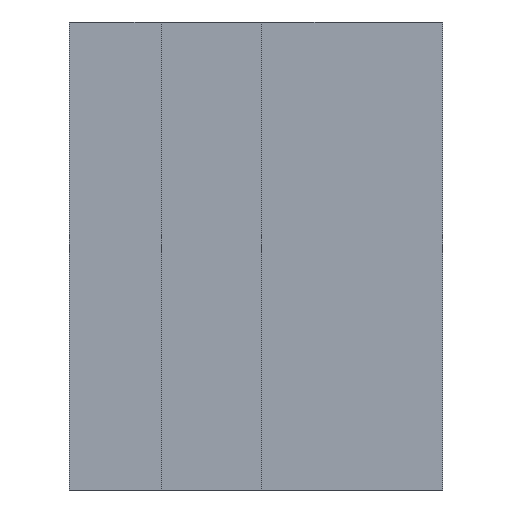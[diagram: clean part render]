
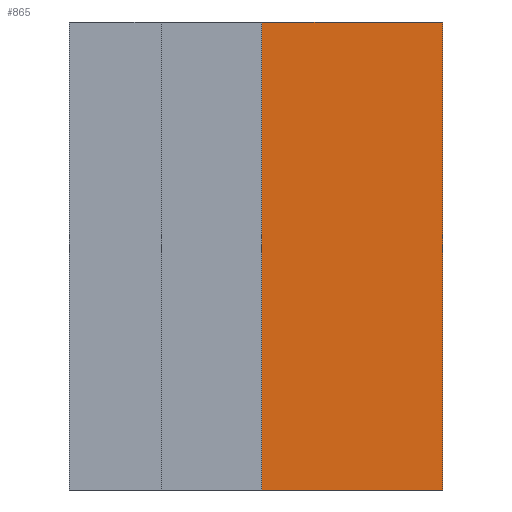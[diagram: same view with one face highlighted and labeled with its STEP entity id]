
A CAD part, front view. The second image highlights one B-rep face of the part: STEP entity #865.
In plain terms, the highlighted planar face has unit normal (0, -1, 0).
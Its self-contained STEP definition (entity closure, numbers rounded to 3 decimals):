
#72 = PLANE('',#73);
#73 = AXIS2_PLACEMENT_3D('',#74,#75,#76);
#74 = CARTESIAN_POINT('',(27.963,-16.555,81.5));
#75 = DIRECTION('',(-0.,-0.,-1.));
#76 = DIRECTION('',(-1.,0.,0.));
#126 = PLANE('',#127);
#127 = AXIS2_PLACEMENT_3D('',#128,#129,#130);
#128 = CARTESIAN_POINT('',(27.963,-16.555,0.));
#129 = DIRECTION('',(-0.,-0.,-1.));
#130 = DIRECTION('',(-1.,0.,0.));
#181 = PLANE('',#182);
#182 = AXIS2_PLACEMENT_3D('',#183,#184,#185);
#183 = CARTESIAN_POINT('',(33.5,-25.5,0.));
#184 = DIRECTION('',(-1.,0.,0.));
#185 = DIRECTION('',(0.,1.,0.));
#454 = VERTEX_POINT('',#455);
#455 = CARTESIAN_POINT('',(65.,-25.5,0.));
#469 = PLANE('',#470);
#470 = AXIS2_PLACEMENT_3D('',#471,#472,#473);
#471 = CARTESIAN_POINT('',(65.,-10.5,0.));
#472 = DIRECTION('',(1.,0.,0.));
#473 = DIRECTION('',(0.,-1.,0.));
#481 = EDGE_CURVE('',#454,#482,#484,.T.);
#482 = VERTEX_POINT('',#483);
#483 = CARTESIAN_POINT('',(33.5,-25.5,0.));
#484 = SURFACE_CURVE('',#485,(#489,#496),.PCURVE_S1.);
#485 = LINE('',#486,#487);
#486 = CARTESIAN_POINT('',(65.,-25.5,0.));
#487 = VECTOR('',#488,1.);
#488 = DIRECTION('',(-1.,0.,0.));
#489 = PCURVE('',#126,#490);
#490 = DEFINITIONAL_REPRESENTATION('',(#491),#495);
#491 = LINE('',#492,#493);
#492 = CARTESIAN_POINT('',(-37.037,-8.945));
#493 = VECTOR('',#494,1.);
#494 = DIRECTION('',(1.,0.));
#495 = ( GEOMETRIC_REPRESENTATION_CONTEXT(2) 
PARAMETRIC_REPRESENTATION_CONTEXT() REPRESENTATION_CONTEXT('2D SPACE',''
  ) );
#496 = PCURVE('',#497,#502);
#497 = PLANE('',#498);
#498 = AXIS2_PLACEMENT_3D('',#499,#500,#501);
#499 = CARTESIAN_POINT('',(65.,-25.5,0.));
#500 = DIRECTION('',(0.,-1.,0.));
#501 = DIRECTION('',(-1.,0.,0.));
#502 = DEFINITIONAL_REPRESENTATION('',(#503),#507);
#503 = LINE('',#504,#505);
#504 = CARTESIAN_POINT('',(0.,-0.));
#505 = VECTOR('',#506,1.);
#506 = DIRECTION('',(1.,0.));
#507 = ( GEOMETRIC_REPRESENTATION_CONTEXT(2) 
PARAMETRIC_REPRESENTATION_CONTEXT() REPRESENTATION_CONTEXT('2D SPACE',''
  ) );
#715 = VERTEX_POINT('',#716);
#716 = CARTESIAN_POINT('',(65.,-25.5,81.5));
#737 = EDGE_CURVE('',#715,#738,#740,.T.);
#738 = VERTEX_POINT('',#739);
#739 = CARTESIAN_POINT('',(33.5,-25.5,81.5));
#740 = SURFACE_CURVE('',#741,(#745,#752),.PCURVE_S1.);
#741 = LINE('',#742,#743);
#742 = CARTESIAN_POINT('',(65.,-25.5,81.5));
#743 = VECTOR('',#744,1.);
#744 = DIRECTION('',(-1.,0.,0.));
#745 = PCURVE('',#72,#746);
#746 = DEFINITIONAL_REPRESENTATION('',(#747),#751);
#747 = LINE('',#748,#749);
#748 = CARTESIAN_POINT('',(-37.037,-8.945));
#749 = VECTOR('',#750,1.);
#750 = DIRECTION('',(1.,0.));
#751 = ( GEOMETRIC_REPRESENTATION_CONTEXT(2) 
PARAMETRIC_REPRESENTATION_CONTEXT() REPRESENTATION_CONTEXT('2D SPACE',''
  ) );
#752 = PCURVE('',#497,#753);
#753 = DEFINITIONAL_REPRESENTATION('',(#754),#758);
#754 = LINE('',#755,#756);
#755 = CARTESIAN_POINT('',(0.,-81.5));
#756 = VECTOR('',#757,1.);
#757 = DIRECTION('',(1.,0.));
#758 = ( GEOMETRIC_REPRESENTATION_CONTEXT(2) 
PARAMETRIC_REPRESENTATION_CONTEXT() REPRESENTATION_CONTEXT('2D SPACE',''
  ) );
#815 = EDGE_CURVE('',#482,#738,#816,.T.);
#816 = SURFACE_CURVE('',#817,(#821,#828),.PCURVE_S1.);
#817 = LINE('',#818,#819);
#818 = CARTESIAN_POINT('',(33.5,-25.5,0.));
#819 = VECTOR('',#820,1.);
#820 = DIRECTION('',(0.,0.,1.));
#821 = PCURVE('',#181,#822);
#822 = DEFINITIONAL_REPRESENTATION('',(#823),#827);
#823 = LINE('',#824,#825);
#824 = CARTESIAN_POINT('',(0.,0.));
#825 = VECTOR('',#826,1.);
#826 = DIRECTION('',(0.,-1.));
#827 = ( GEOMETRIC_REPRESENTATION_CONTEXT(2) 
PARAMETRIC_REPRESENTATION_CONTEXT() REPRESENTATION_CONTEXT('2D SPACE',''
  ) );
#828 = PCURVE('',#497,#829);
#829 = DEFINITIONAL_REPRESENTATION('',(#830),#834);
#830 = LINE('',#831,#832);
#831 = CARTESIAN_POINT('',(31.5,0.));
#832 = VECTOR('',#833,1.);
#833 = DIRECTION('',(0.,-1.));
#834 = ( GEOMETRIC_REPRESENTATION_CONTEXT(2) 
PARAMETRIC_REPRESENTATION_CONTEXT() REPRESENTATION_CONTEXT('2D SPACE',''
  ) );
#865 = ADVANCED_FACE('',(#866),#497,.T.);
#866 = FACE_BOUND('',#867,.T.);
#867 = EDGE_LOOP('',(#868,#889,#890,#891));
#868 = ORIENTED_EDGE('',*,*,#869,.T.);
#869 = EDGE_CURVE('',#454,#715,#870,.T.);
#870 = SURFACE_CURVE('',#871,(#875,#882),.PCURVE_S1.);
#871 = LINE('',#872,#873);
#872 = CARTESIAN_POINT('',(65.,-25.5,0.));
#873 = VECTOR('',#874,1.);
#874 = DIRECTION('',(0.,0.,1.));
#875 = PCURVE('',#497,#876);
#876 = DEFINITIONAL_REPRESENTATION('',(#877),#881);
#877 = LINE('',#878,#879);
#878 = CARTESIAN_POINT('',(0.,-0.));
#879 = VECTOR('',#880,1.);
#880 = DIRECTION('',(0.,-1.));
#881 = ( GEOMETRIC_REPRESENTATION_CONTEXT(2) 
PARAMETRIC_REPRESENTATION_CONTEXT() REPRESENTATION_CONTEXT('2D SPACE',''
  ) );
#882 = PCURVE('',#469,#883);
#883 = DEFINITIONAL_REPRESENTATION('',(#884),#888);
#884 = LINE('',#885,#886);
#885 = CARTESIAN_POINT('',(15.,0.));
#886 = VECTOR('',#887,1.);
#887 = DIRECTION('',(0.,-1.));
#888 = ( GEOMETRIC_REPRESENTATION_CONTEXT(2) 
PARAMETRIC_REPRESENTATION_CONTEXT() REPRESENTATION_CONTEXT('2D SPACE',''
  ) );
#889 = ORIENTED_EDGE('',*,*,#737,.T.);
#890 = ORIENTED_EDGE('',*,*,#815,.F.);
#891 = ORIENTED_EDGE('',*,*,#481,.F.);
